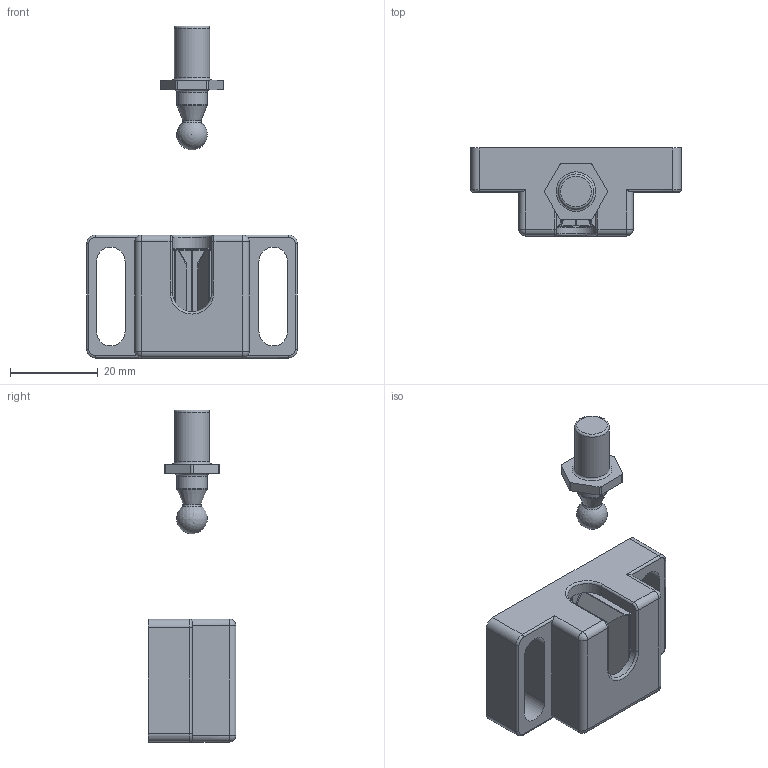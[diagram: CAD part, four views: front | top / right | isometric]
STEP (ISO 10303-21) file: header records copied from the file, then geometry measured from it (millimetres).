
FILE_DESCRIPTION(/* description */ ('KriTec Kugelschnäpper 8 PA/VA rostfrei'),/* implementation_level */ '2;1');
FILE_NAME(/* name */ '22511_KriTec_Kugelschnaepper_8_PA_VA_rostfrei.stp',/* time_stamp */ '2021-10-12T16:18:11+02:00',/* author */ ('jendrek'),/* organization */ (''),/* preprocessor_version */ 'ST-DEVELOPER v17',/* originating_system */ 'Autodesk Inventor 2018',/* authorisation */ '');
FILE_SCHEMA (('AUTOMOTIVE_DESIGN { 1 0 10303 214 3 1 1 }'));
Length unit declared in the file: millimetre
Products named in the file (7): 22511; 22511_3; 22511_1; 22511_4; 22511_5; 22511_2; 22511_7
Assembly tree (7 placements, depth 2):
  22511
    22511_3
    22511_1
    22511_2  x2
    22511_4
    22511_5
    22511_7
Bounding box: 48 x 20 x 75.59 mm (x, y, z)
Volume: 13347.7 mm3; surface area: 12753.2 mm2
Topology: 7 solids, 7 shells, 424 faces, 1068 edges, 640 vertices
Faces by surface type: cylinder 153, plane 151, torus 57, sphere 33, bspline 25, cone 5
Full cylindrical faces by diameter (mm): 1.95 x2, 6 x2, 7 x1, 8 x1
Entity records: 14462 total; most frequent: CARTESIAN_POINT 4165, DIRECTION 2248, ORIENTED_EDGE 2054, EDGE_CURVE 1027, AXIS2_PLACEMENT_3D 855, VERTEX_POINT 631, LINE 538, VECTOR 538
